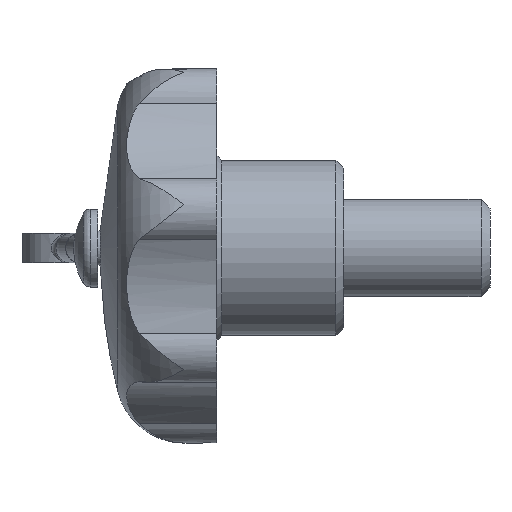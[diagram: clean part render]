
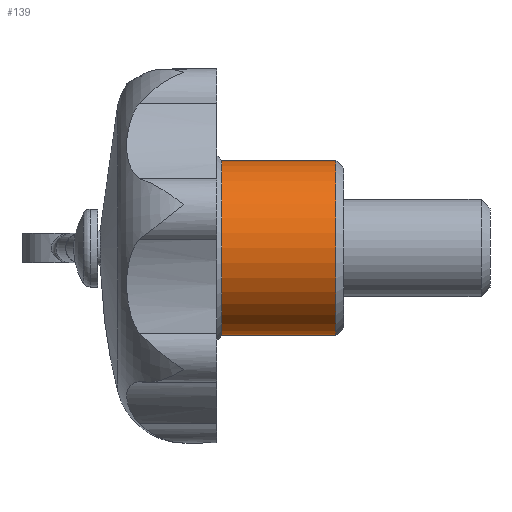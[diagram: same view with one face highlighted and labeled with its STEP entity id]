
A CAD part, left-side view. The second image highlights one B-rep face of the part: STEP entity #139.
In plain terms, the highlighted cylindrical face has radius 9 mm (diameter 18 mm), a full revolution.
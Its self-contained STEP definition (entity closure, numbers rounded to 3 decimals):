
#139 = ADVANCED_FACE( '', ( #306, #307 ), #308, .T. );
#306 = FACE_OUTER_BOUND( '', #504, .T. );
#307 = FACE_OUTER_BOUND( '', #505, .T. );
#308 = CYLINDRICAL_SURFACE( '', #506, 9. );
#504 = EDGE_LOOP( '', ( #846 ) );
#505 = EDGE_LOOP( '', ( #847 ) );
#506 = AXIS2_PLACEMENT_3D( '', #848, #849, #850 );
#846 = ORIENTED_EDGE( '', *, *, #1149, .F. );
#847 = ORIENTED_EDGE( '', *, *, #1218, .T. );
#848 = CARTESIAN_POINT( '', ( 0., 0., 0. ) );
#849 = DIRECTION( '', ( 0., 1., 0. ) );
#850 = DIRECTION( '', ( 0., 0., -1. ) );
#1149 = EDGE_CURVE( '', #1381, #1381, #1382, .T. );
#1218 = EDGE_CURVE( '', #1481, #1481, #1482, .T. );
#1381 = VERTEX_POINT( '', #1859 );
#1382 = CIRCLE( '', #1860, 9. );
#1481 = VERTEX_POINT( '', #2095 );
#1482 = CIRCLE( '', #2096, 9. );
#1859 = CARTESIAN_POINT( '', ( 0., 0.8, -9. ) );
#1860 = AXIS2_PLACEMENT_3D( '', #2410, #2411, #2412 );
#2095 = CARTESIAN_POINT( '', ( 0., 12.5, -9. ) );
#2096 = AXIS2_PLACEMENT_3D( '', #2512, #2513, #2514 );
#2410 = CARTESIAN_POINT( '', ( 0., 0.8, 0. ) );
#2411 = DIRECTION( '', ( 0., -1., 0. ) );
#2412 = DIRECTION( '', ( 0., 0., -1. ) );
#2512 = CARTESIAN_POINT( '', ( 0., 12.5, 0. ) );
#2513 = DIRECTION( '', ( 0., -1., 0. ) );
#2514 = DIRECTION( '', ( 0., 0., -1. ) );
